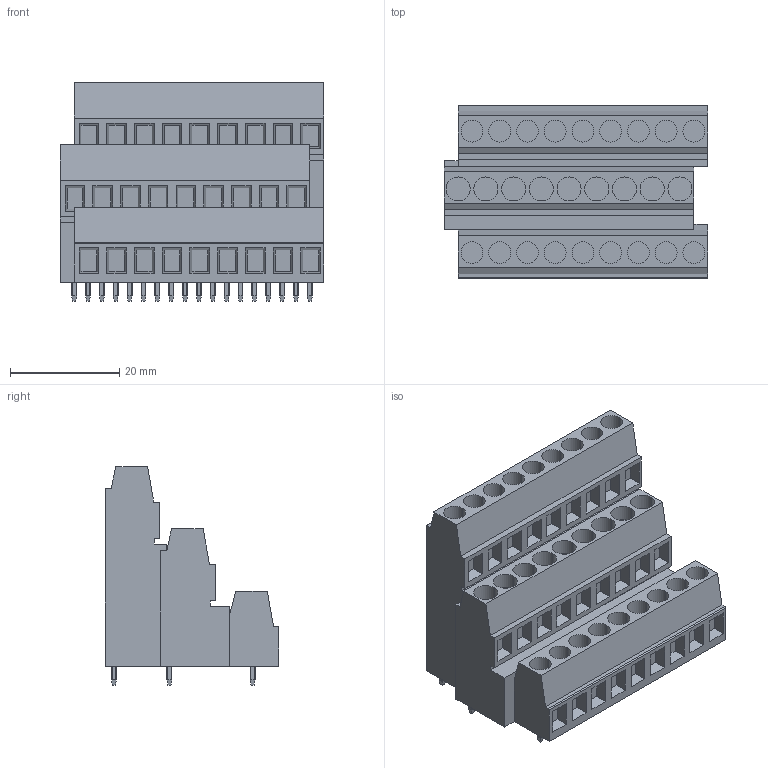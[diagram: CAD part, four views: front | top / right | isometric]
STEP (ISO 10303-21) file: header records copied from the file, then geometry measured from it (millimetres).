
FILE_DESCRIPTION(('CATIA V5 STEP','CAx-IF Rec.Pracs.--- Model Styling and Organization---1.2---2011-12-15'),'2;1');
FILE_NAME ('D1455752_0_1769690000_1769690000.stp','2018-09-08T04:23:24+00:00',('none'),('Weidmueller'),'CATIA Version 5-6 Release 2014','CATIA V5 STEP AP214','none');
FILE_SCHEMA(('AUTOMOTIVE_DESIGN { 1 0 10303 214 1 1 1 1 }'));
Length unit declared in the file: millimetre
Products named in the file (1): 1769690000
Bounding box: 48.26 x 31.8 x 40.1 mm (x, y, z)
Volume: 31591.9 mm3; surface area: 10606.4 mm2
Topology: 28 solids, 28 shells, 631 faces, 1563 edges, 1042 vertices
Faces by surface type: plane 576, cylinder 55
Entity records: 16543 total; most frequent: CARTESIAN_POINT 3145, ORIENTED_EDGE 3126, DIRECTION 1993, EDGE_CURVE 1563, VECTOR 1237, LINE 1237, VERTEX_POINT 1042, EDGE_LOOP 685
